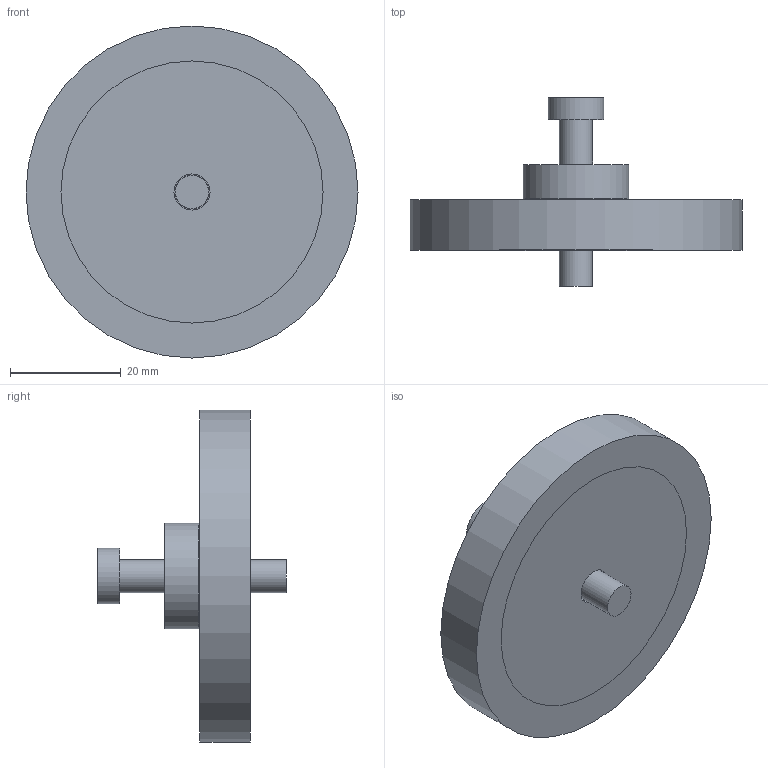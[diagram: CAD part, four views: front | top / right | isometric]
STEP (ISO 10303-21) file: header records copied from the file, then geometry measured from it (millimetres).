
FILE_DESCRIPTION(/* description */ (''),/* implementation_level */ '2;1');
FILE_NAME(/* name */ 'Roda para loc. Tangenciada 2026.step',/* time_stamp */ '2026-02-18T14:07:17-03:00',/* author */ (''),/* organization */ (''),/* preprocessor_version */ 'ST-DEVELOPER v20.1',/* originating_system */ 'Autodesk Translation Framework v14.24.0.0',/* authorisation */ '');
FILE_SCHEMA (('AUTOMOTIVE_DESIGN { 1 0 10303 214 3 1 1 }'));
Length unit declared in the file: millimetre
Products named in the file (2): Roda para loc. Tangenciada; ROLAMENTO 626
Assembly tree (2 placements, depth 2):
  Roda para loc. Tangenciada
    ROLAMENTO 626  x2
Bounding box: 59.85 x 34 x 59.85 mm (x, y, z)
Volume: 27843.6 mm3; surface area: 16052.7 mm2
Topology: 5 solids, 5 shells, 37 faces, 61 edges, 36 vertices
Faces by surface type: cylinder 13, plane 12, cone 12
Full cylindrical faces by diameter (mm): 6 x3, 6.5 x1, 10 x1, 18.5 x1, 19 x2, 47.25 x4, 59.85 x1
Entity records: 848 total; most frequent: DIRECTION 161, CARTESIAN_POINT 124, ORIENTED_EDGE 110, AXIS2_PLACEMENT_3D 69, EDGE_CURVE 55, EDGE_LOOP 41, FACE_OUTER_BOUND 33, ADVANCED_FACE 33
